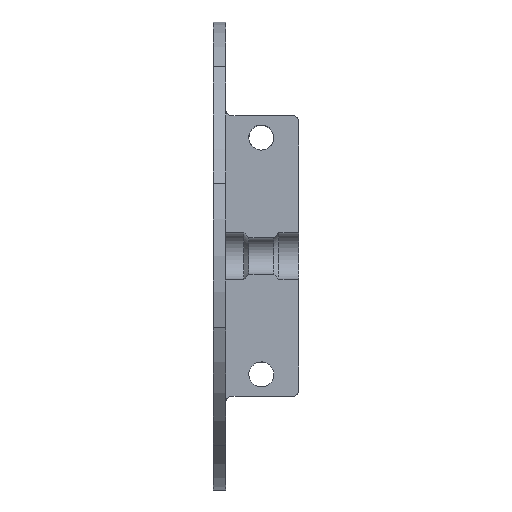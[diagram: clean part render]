
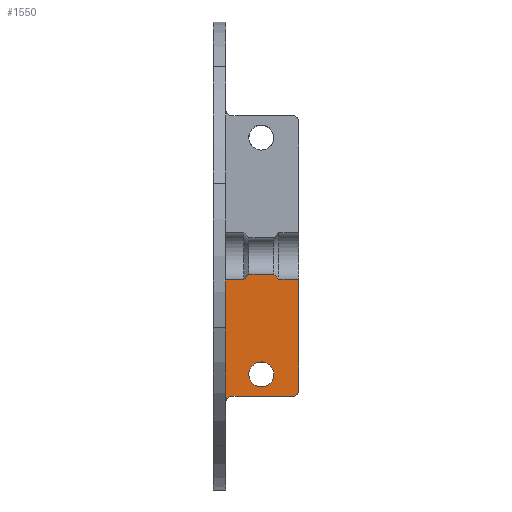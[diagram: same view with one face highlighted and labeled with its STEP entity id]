
A CAD part, top view. The second image highlights one B-rep face of the part: STEP entity #1550.
In plain terms, the highlighted planar face has unit normal (0, 0, 1).
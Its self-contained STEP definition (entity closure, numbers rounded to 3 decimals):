
#172=CARTESIAN_POINT('Vertex',(9.7,-2.95,0.)) ;
#176=CARTESIAN_POINT('Control Point',(10.5,-3.75,0.)) ;
#177=CARTESIAN_POINT('Control Point',(10.233,-3.483,0.)) ;
#178=CARTESIAN_POINT('Control Point',(9.967,-3.217,0.)) ;
#179=CARTESIAN_POINT('Control Point',(9.7,-2.95,0.)) ;
#180=CARTESIAN_POINT('Vertex',(10.5,-3.75,0.)) ;
#213=CARTESIAN_POINT('Vertex',(4.9,-3.75,0.)) ;
#216=CARTESIAN_POINT('Line Origine',(5.3,-3.35,0.)) ;
#220=CARTESIAN_POINT('Vertex',(5.7,-2.95,0.)) ;
#253=CARTESIAN_POINT('Vertex',(9.455,-19.934,0.)) ;
#296=CARTESIAN_POINT('Vertex',(5.945,-18.016,0.)) ;
#299=CARTESIAN_POINT('Axis2P3D Location',(7.7,-18.975,0.)) ;
#338=CARTESIAN_POINT('Axis2P3D Location',(7.7,-18.975,0.)) ;
#1269=CARTESIAN_POINT('Vertex',(2.,-3.75,0.)) ;
#1294=CARTESIAN_POINT('Line Origine',(7.7,-2.95,0.)) ;
#1316=CARTESIAN_POINT('Line Origine',(7.45,-3.75,0.)) ;
#1330=CARTESIAN_POINT('Line Origine',(7.45,-3.75,0.)) ;
#1334=CARTESIAN_POINT('Vertex',(13.7,-3.75,0.)) ;
#1368=CARTESIAN_POINT('Line Origine',(13.7,-12.625,0.)) ;
#1372=CARTESIAN_POINT('Vertex',(13.7,-21.5,0.)) ;
#1462=CARTESIAN_POINT('Control Point',(12.7,-22.5,0.)) ;
#1463=CARTESIAN_POINT('Control Point',(13.093,-22.5,0.)) ;
#1464=CARTESIAN_POINT('Control Point',(13.49,-22.291,0.)) ;
#1465=CARTESIAN_POINT('Control Point',(13.7,-21.893,0.)) ;
#1466=CARTESIAN_POINT('Control Point',(13.7,-21.5,0.)) ;
#1467=CARTESIAN_POINT('Vertex',(12.7,-22.5,0.)) ;
#1490=CARTESIAN_POINT('Axis2P3D Location',(13.7,-46.243,0.)) ;
#1495=CARTESIAN_POINT('Line Origine',(2.,-23.,0.)) ;
#1499=CARTESIAN_POINT('Vertex',(2.,-23.5,0.)) ;
#1501=CARTESIAN_POINT('Vertex',(2.,-22.5,0.)) ;
#1505=CARTESIAN_POINT('Control Point',(3.,-22.5,0.)) ;
#1506=CARTESIAN_POINT('Control Point',(2.905,-22.5,0.)) ;
#1507=CARTESIAN_POINT('Control Point',(2.811,-22.511,0.)) ;
#1508=CARTESIAN_POINT('Control Point',(2.718,-22.534,0.)) ;
#1509=CARTESIAN_POINT('Control Point',(2.539,-22.6,0.)) ;
#1510=CARTESIAN_POINT('Control Point',(2.381,-22.706,0.)) ;
#1511=CARTESIAN_POINT('Control Point',(2.308,-22.769,0.)) ;
#1512=CARTESIAN_POINT('Control Point',(2.179,-22.909,0.)) ;
#1513=CARTESIAN_POINT('Control Point',(2.087,-23.076,0.)) ;
#1514=CARTESIAN_POINT('Control Point',(2.051,-23.165,0.)) ;
#1515=CARTESIAN_POINT('Control Point',(2.017,-23.286,0.)) ;
#1516=CARTESIAN_POINT('Control Point',(2.003,-23.41,0.)) ;
#1517=CARTESIAN_POINT('Control Point',(2.001,-23.44,0.)) ;
#1518=CARTESIAN_POINT('Control Point',(2.,-23.47,0.)) ;
#1519=CARTESIAN_POINT('Control Point',(2.,-23.5,0.)) ;
#1520=CARTESIAN_POINT('Vertex',(3.,-22.5,0.)) ;
#1523=CARTESIAN_POINT('Line Origine',(7.85,-22.5,0.)) ;
#1528=CARTESIAN_POINT('Line Origine',(2.,-13.125,0.)) ;
#217=DIRECTION('Vector Direction',(-0.707,-0.707,0.)) ;
#300=DIRECTION('Axis2P3D Direction',(0.,-0.,-1.)) ;
#339=DIRECTION('Axis2P3D Direction',(0.,-0.,-1.)) ;
#1295=DIRECTION('Vector Direction',(1.,0.,0.)) ;
#1317=DIRECTION('Vector Direction',(1.,0.,0.)) ;
#1331=DIRECTION('Vector Direction',(1.,0.,0.)) ;
#1369=DIRECTION('Vector Direction',(0.,1.,0.)) ;
#1491=DIRECTION('Axis2P3D Direction',(0.,-0.,1.)) ;
#1492=DIRECTION('Axis2P3D XDirection',(0.,1.,0.)) ;
#1496=DIRECTION('Vector Direction',(0.,1.,0.)) ;
#1524=DIRECTION('Vector Direction',(1.,0.,0.)) ;
#1529=DIRECTION('Vector Direction',(0.,1.,0.)) ;
#301=AXIS2_PLACEMENT_3D('Circle Axis2P3D',#299,#300,$) ;
#340=AXIS2_PLACEMENT_3D('Circle Axis2P3D',#338,#339,$) ;
#1493=AXIS2_PLACEMENT_3D('Plane Axis2P3D',#1490,#1491,#1492) ;
#1534=ORIENTED_EDGE('',*,*,#1503,.F.) ;
#1535=ORIENTED_EDGE('',*,*,#1522,.T.) ;
#1536=ORIENTED_EDGE('',*,*,#1527,.T.) ;
#1537=ORIENTED_EDGE('',*,*,#1469,.F.) ;
#1538=ORIENTED_EDGE('',*,*,#1374,.T.) ;
#1539=ORIENTED_EDGE('',*,*,#1336,.T.) ;
#1540=ORIENTED_EDGE('',*,*,#182,.T.) ;
#1541=ORIENTED_EDGE('',*,*,#1298,.T.) ;
#1542=ORIENTED_EDGE('',*,*,#222,.T.) ;
#1543=ORIENTED_EDGE('',*,*,#1320,.T.) ;
#1544=ORIENTED_EDGE('',*,*,#1532,.F.) ;
#1547=ORIENTED_EDGE('',*,*,#303,.F.) ;
#1548=ORIENTED_EDGE('',*,*,#342,.F.) ;
#1549=FACE_BOUND('',#1546,.T.) ;
#218=VECTOR('Line Direction',#217,1.) ;
#1296=VECTOR('Line Direction',#1295,1.) ;
#1318=VECTOR('Line Direction',#1317,1.) ;
#1332=VECTOR('Line Direction',#1331,1.) ;
#1370=VECTOR('Line Direction',#1369,1.) ;
#1497=VECTOR('Line Direction',#1496,1.) ;
#1525=VECTOR('Line Direction',#1524,1.) ;
#1530=VECTOR('Line Direction',#1529,1.) ;
#1550=ADVANCED_FACE('Corps principal',(#1545,#1549),#1494,.T.) ;
#175=B_SPLINE_CURVE_WITH_KNOTS('',3,(#176,#177,#178,#179),.UNSPECIFIED.,.F.,.U.,(4,4),(0.,1.6),.UNSPECIFIED.) ;
#1461=B_SPLINE_CURVE_WITH_KNOTS('',4,(#1462,#1463,#1464,#1465,#1466),.UNSPECIFIED.,.F.,.U.,(5,5),(0.,2.221),.UNSPECIFIED.) ;
#1504=B_SPLINE_CURVE_WITH_KNOTS('',5,(#1505,#1506,#1507,#1508,#1509,#1510,#1511,#1512,#1513,#1514,#1515,#1516,#1517,#1518,#1519),.UNSPECIFIED.,.F.,.U.,(6,3,3,3,6),(0.,0.669,1.339,2.009,2.221),.UNSPECIFIED.) ;
#302=CIRCLE('generated circle',#301,2.) ;
#341=CIRCLE('generated circle',#340,2.) ;
#182=EDGE_CURVE('',#181,#173,#175,.T.) ;
#222=EDGE_CURVE('',#221,#214,#219,.T.) ;
#303=EDGE_CURVE('',#297,#254,#302,.F.) ;
#342=EDGE_CURVE('',#254,#297,#341,.F.) ;
#1298=EDGE_CURVE('',#173,#221,#1297,.F.) ;
#1320=EDGE_CURVE('',#214,#1270,#1319,.F.) ;
#1336=EDGE_CURVE('',#1335,#181,#1333,.F.) ;
#1374=EDGE_CURVE('',#1373,#1335,#1371,.T.) ;
#1469=EDGE_CURVE('',#1373,#1468,#1461,.F.) ;
#1503=EDGE_CURVE('',#1500,#1502,#1498,.T.) ;
#1522=EDGE_CURVE('',#1500,#1521,#1504,.F.) ;
#1527=EDGE_CURVE('',#1521,#1468,#1526,.T.) ;
#1532=EDGE_CURVE('',#1502,#1270,#1531,.T.) ;
#1533=EDGE_LOOP('',(#1534,#1535,#1536,#1537,#1538,#1539,#1540,#1541,#1542,#1543,#1544)) ;
#1546=EDGE_LOOP('',(#1547,#1548)) ;
#1545=FACE_OUTER_BOUND('',#1533,.T.) ;
#219=LINE('Line',#216,#218) ;
#1297=LINE('Line',#1294,#1296) ;
#1319=LINE('Line',#1316,#1318) ;
#1333=LINE('Line',#1330,#1332) ;
#1371=LINE('Line',#1368,#1370) ;
#1498=LINE('Line',#1495,#1497) ;
#1526=LINE('Line',#1523,#1525) ;
#1531=LINE('Line',#1528,#1530) ;
#1494=PLANE('Plane',#1493) ;
#173=VERTEX_POINT('',#172) ;
#181=VERTEX_POINT('',#180) ;
#214=VERTEX_POINT('',#213) ;
#221=VERTEX_POINT('',#220) ;
#254=VERTEX_POINT('',#253) ;
#297=VERTEX_POINT('',#296) ;
#1270=VERTEX_POINT('',#1269) ;
#1335=VERTEX_POINT('',#1334) ;
#1373=VERTEX_POINT('',#1372) ;
#1468=VERTEX_POINT('',#1467) ;
#1500=VERTEX_POINT('',#1499) ;
#1502=VERTEX_POINT('',#1501) ;
#1521=VERTEX_POINT('',#1520) ;
